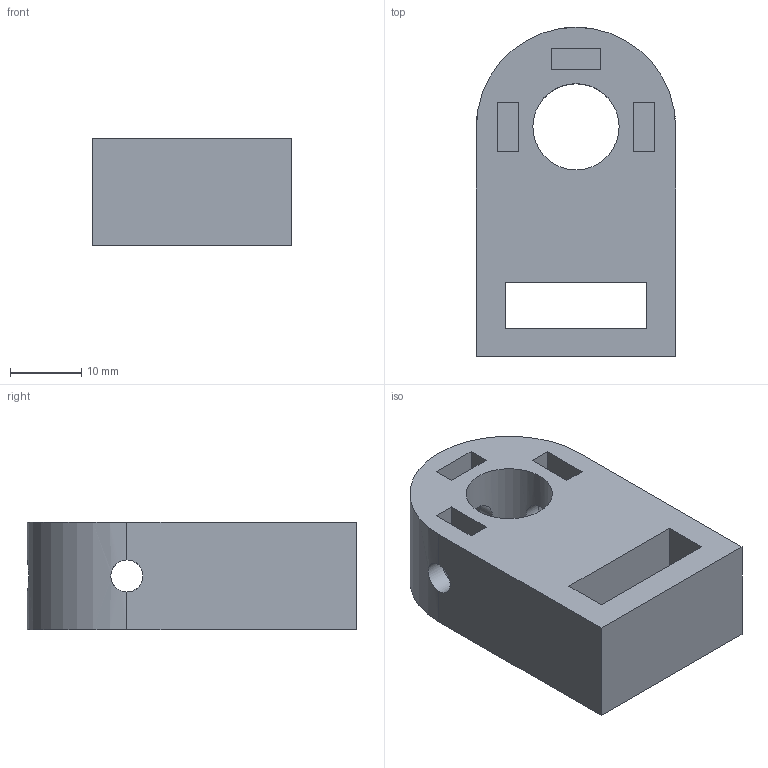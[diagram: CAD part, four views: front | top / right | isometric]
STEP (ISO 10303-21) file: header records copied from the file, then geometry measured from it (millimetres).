
FILE_DESCRIPTION(('FreeCAD Model'),'2;1');
FILE_NAME('Z-endstop-mount.step', '2014-04-17T22:04:04',('FreeCAD'),('FreeCAD'), 'Open CASCADE STEP processor 6.3','FreeCAD','Unknown');
FILE_SCHEMA(('AUTOMOTIVE_DESIGN_CC2 { 1 2 10303 214 -1 1 5 4 }'));
Length unit declared in the file: millimetre
Products named in the file (1): Open CASCADE STEP translator 6.3 48
Bounding box: 27.9 x 46.15 x 15 mm (x, y, z)
Volume: 13443 mm3; surface area: 6059.8 mm2
Topology: 1 solids, 1 shells, 32 faces, 100 edges, 70 vertices
Faces by surface type: plane 24, cylinder 8
Full cylindrical faces by diameter (mm): 4.5 x6, 12.1 x1
Entity records: 5461 total; most frequent: CARTESIAN_POINT 3517, DIRECTION 331, LINE 222, VECTOR 222, ORIENTED_EDGE 200, PCURVE 200, DEFINITIONAL_REPRESENTATION 200, EDGE_CURVE 100
